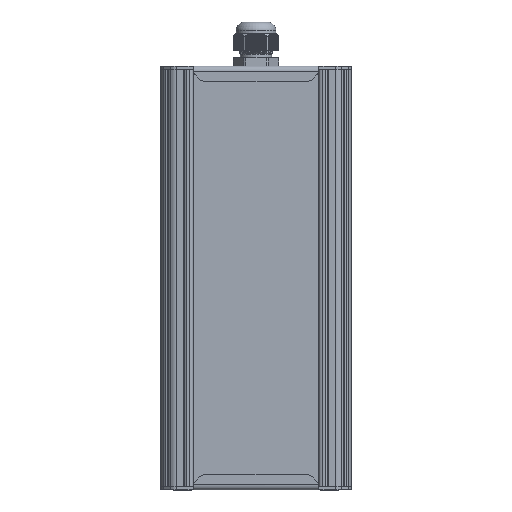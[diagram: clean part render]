
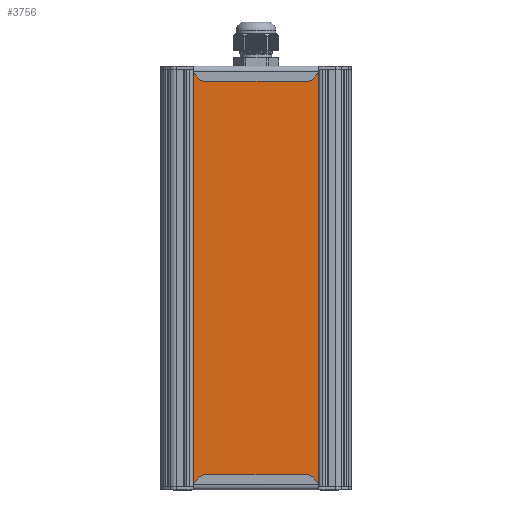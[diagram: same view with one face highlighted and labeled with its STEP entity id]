
A CAD part, front view. The second image highlights one B-rep face of the part: STEP entity #3756.
In plain terms, the highlighted face is planar.
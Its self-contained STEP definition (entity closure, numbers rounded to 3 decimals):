
#3756=ADVANCED_FACE('',(#13959),#13961,.T.);
#13959=FACE_BOUND('',#13960,.T.);
#13960=EDGE_LOOP('',(#28938,#28939,#28940,#28941));
#13961=PLANE('',#13962);
#13962=AXIS2_PLACEMENT_3D('',#13963,#13964,#13965);
#13963=CARTESIAN_POINT('',(120.465,593.492,117.308));
#13964=DIRECTION('',(0.,0.,-1.));
#13965=DIRECTION('',(0.,1.,0.));
#28938=ORIENTED_EDGE('',*,*,#37358,.T.);
#28939=ORIENTED_EDGE('',*,*,#37357,.T.);
#28940=ORIENTED_EDGE('',*,*,#37359,.T.);
#28941=ORIENTED_EDGE('',*,*,#37360,.F.);
#37357=EDGE_CURVE('',#43895,#43900,#43902,.T.);
#37358=EDGE_CURVE('',#43903,#43895,#43904,.F.);
#37359=EDGE_CURVE('',#43900,#43905,#43906,.T.);
#37360=EDGE_CURVE('',#43903,#43905,#43907,.T.);
#43895=VERTEX_POINT('',#64269);
#43900=VERTEX_POINT('',#64278);
#43902=LINE('',#64282,#64283);
#43903=VERTEX_POINT('',#64285);
#43904=LINE('',#64286,#64287);
#43905=VERTEX_POINT('',#64289);
#43906=LINE('',#64290,#64291);
#43907=LINE('',#64293,#64294);
#64269=CARTESIAN_POINT('',(145.465,679.838,117.308));
#64278=CARTESIAN_POINT('',(391.465,679.838,117.308));
#64282=CARTESIAN_POINT('',(145.465,679.838,117.308));
#64283=VECTOR('',#64284,1.);
#64284=DIRECTION('',(1.,0.,0.));
#64285=CARTESIAN_POINT('',(145.465,593.492,117.308));
#64286=CARTESIAN_POINT('',(145.465,679.838,117.308));
#64287=VECTOR('',#64288,1.);
#64288=DIRECTION('',(0.,-1.,0.));
#64289=CARTESIAN_POINT('',(391.465,593.492,117.308));
#64290=CARTESIAN_POINT('',(391.465,679.838,117.308));
#64291=VECTOR('',#64292,1.);
#64292=DIRECTION('',(0.,-1.,0.));
#64293=CARTESIAN_POINT('',(145.465,593.492,117.308));
#64294=VECTOR('',#64295,1.);
#64295=DIRECTION('',(1.,0.,0.));
